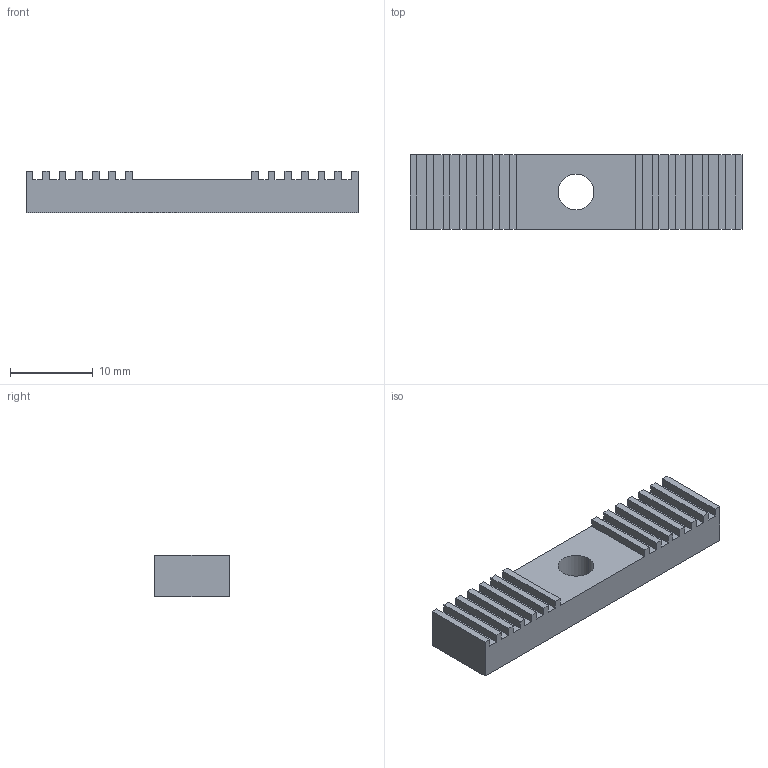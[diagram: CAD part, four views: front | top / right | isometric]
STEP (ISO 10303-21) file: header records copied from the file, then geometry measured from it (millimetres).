
FILE_DESCRIPTION (( 'STEP AP203' ), '1' );
FILE_NAME ('gt2_belt_clamp.STEP', '2016-02-02T20:12:51', ( '' ), ( '' ), 'SwSTEP 2.0', 'SolidWorks 2014', '' );
FILE_SCHEMA (( 'CONFIG_CONTROL_DESIGN' ));
Length unit declared in the file: millimetre
Products named in the file (1): gt2_belt_clamp
Bounding box: 40 x 9 x 5 mm (x, y, z)
Volume: 1482.7 mm3; surface area: 1411.4 mm2
Topology: 1 solids, 1 shells, 60 faces, 174 edges, 116 vertices
Faces by surface type: plane 58, cylinder 2
Entity records: 2023 total; most frequent: CARTESIAN_POINT 351, ORIENTED_EDGE 348, DIRECTION 300, EDGE_CURVE 174, LINE 170, VECTOR 170, VERTEX_POINT 116, AXIS2_PLACEMENT_3D 65
